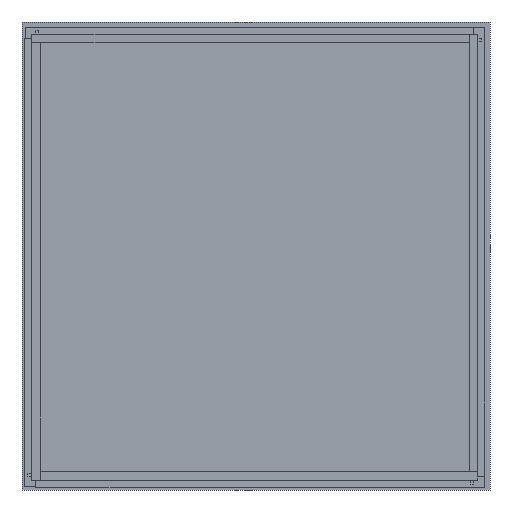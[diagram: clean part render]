
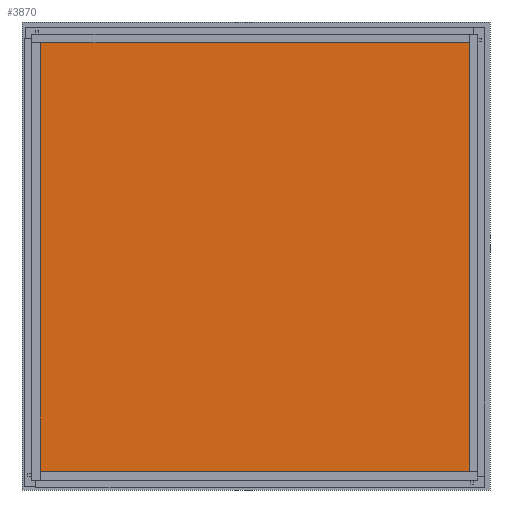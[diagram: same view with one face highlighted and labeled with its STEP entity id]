
A CAD part, front view. The second image highlights one B-rep face of the part: STEP entity #3870.
In plain terms, the highlighted planar face has unit normal (0, -1, 0).
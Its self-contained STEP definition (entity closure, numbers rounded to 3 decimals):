
#141 = CARTESIAN_POINT ( 'NONE',  ( -121.45, 0., -121.45 ) ) ;
#225 = LINE ( 'NONE', #11576, #9111 ) ;
#416 = ORIENTED_EDGE ( 'NONE', *, *, #1621, .F. ) ;
#1171 = ORIENTED_EDGE ( 'NONE', *, *, #9995, .F. ) ;
#1444 = CARTESIAN_POINT ( 'NONE',  ( 121.45, 0., 121.45 ) ) ;
#1534 = VERTEX_POINT ( 'NONE', #2880 ) ;
#1621 = EDGE_CURVE ( 'NONE', #6211, #4303, #2601, .T. ) ;
#1703 = CARTESIAN_POINT ( 'NONE',  ( 121.45, 0., -121.45 ) ) ;
#2225 = VECTOR ( 'NONE', #2368, 1000. ) ;
#2276 = VERTEX_POINT ( 'NONE', #1444 ) ;
#2297 = VECTOR ( 'NONE', #7974, 1000. ) ;
#2318 = ORIENTED_EDGE ( 'NONE', *, *, #11332, .F. ) ;
#2368 = DIRECTION ( 'NONE',  ( 1., 0., 0. ) ) ;
#2601 = LINE ( 'NONE', #141, #2297 ) ;
#2880 = CARTESIAN_POINT ( 'NONE',  ( -121.45, 0., 121.45 ) ) ;
#3870 = ADVANCED_FACE ( 'NONE', ( #6124 ), #10791, .F. ) ;
#4303 = VERTEX_POINT ( 'NONE', #11533 ) ;
#4673 = DIRECTION ( 'NONE',  ( 0., 0., -1. ) ) ;
#5964 = DIRECTION ( 'NONE',  ( 0., 0., 1. ) ) ;
#6124 = FACE_OUTER_BOUND ( 'NONE', #7922, .T. ) ;
#6211 = VERTEX_POINT ( 'NONE', #9634 ) ;
#6871 = CARTESIAN_POINT ( 'NONE',  ( 0., 0., 0. ) ) ;
#7013 = EDGE_CURVE ( 'NONE', #1534, #2276, #10031, .T. ) ;
#7922 = EDGE_LOOP ( 'NONE', ( #2318, #12217, #1171, #416 ) ) ;
#7974 = DIRECTION ( 'NONE',  ( -1., 0., 0. ) ) ;
#9021 = AXIS2_PLACEMENT_3D ( 'NONE', #6871, #11746, #5964 ) ;
#9111 = VECTOR ( 'NONE', #10620, 1000. ) ;
#9380 = VECTOR ( 'NONE', #4673, 1000. ) ;
#9634 = CARTESIAN_POINT ( 'NONE',  ( 121.45, 0., -121.45 ) ) ;
#9995 = EDGE_CURVE ( 'NONE', #4303, #1534, #225, .T. ) ;
#10031 = LINE ( 'NONE', #10240, #2225 ) ;
#10240 = CARTESIAN_POINT ( 'NONE',  ( -121.45, 0., 121.45 ) ) ;
#10620 = DIRECTION ( 'NONE',  ( 0., 0., 1. ) ) ;
#10791 = PLANE ( 'NONE',  #9021 ) ;
#11332 = EDGE_CURVE ( 'NONE', #2276, #6211, #11929, .T. ) ;
#11533 = CARTESIAN_POINT ( 'NONE',  ( -121.45, 0., -121.45 ) ) ;
#11576 = CARTESIAN_POINT ( 'NONE',  ( -121.45, 0., -121.45 ) ) ;
#11746 = DIRECTION ( 'NONE',  ( 0., 1., 0. ) ) ;
#11929 = LINE ( 'NONE', #1703, #9380 ) ;
#12217 = ORIENTED_EDGE ( 'NONE', *, *, #7013, .F. ) ;
